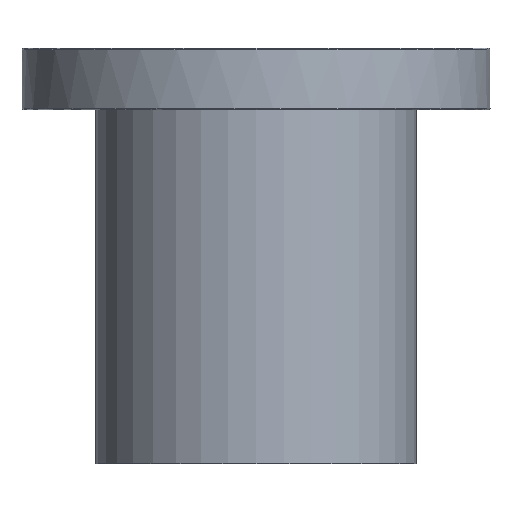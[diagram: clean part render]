
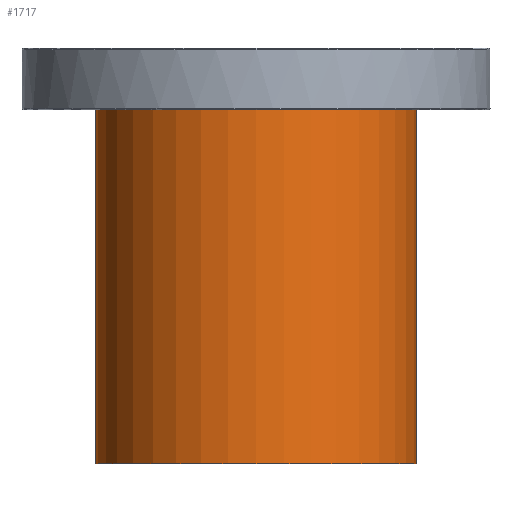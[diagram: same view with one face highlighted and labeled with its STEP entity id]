
A CAD part, front view. The second image highlights one B-rep face of the part: STEP entity #1717.
In plain terms, the highlighted cylindrical face has radius 52 mm (diameter 104 mm), a full revolution.
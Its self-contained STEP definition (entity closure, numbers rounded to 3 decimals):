
#1655=CARTESIAN_POINT('',(52.,0.,374.5));
#1656=VERTEX_POINT('',#1655);
#1657=CARTESIAN_POINT('',(0.,0.,374.5));
#1658=DIRECTION('',(0.0,0.0,1.0));
#1659=DIRECTION('',(-1.0,0.0,0.0));
#1660=AXIS2_PLACEMENT_3D('',#1657,#1658,#1659);
#1661=CIRCLE('',#1660,52.0);
#1662=EDGE_CURVE('',#1656,#1656,#1661,.T.);
#1698=CARTESIAN_POINT('',(0.,0.,0.));
#1699=DIRECTION('',(0.,0.,1.0));
#1700=DIRECTION('',(-1.0,0.0,0.0));
#1701=AXIS2_PLACEMENT_3D('',#1698,#1699,#1700);
#1702=CYLINDRICAL_SURFACE('',#1701,52.0);
#1703=ORIENTED_EDGE('',*,*,#1662,.T.);
#1704=EDGE_LOOP('',(#1703));
#1705=FACE_OUTER_BOUND('',#1704,.T.);
#1706=CARTESIAN_POINT('',(52.,0.,500.));
#1707=VERTEX_POINT('',#1706);
#1708=CARTESIAN_POINT('',(0.,0.,500.));
#1709=DIRECTION('',(0.0,0.0,-1.0));
#1710=DIRECTION('',(-1.0,0.0,0.0));
#1711=AXIS2_PLACEMENT_3D('',#1708,#1709,#1710);
#1712=CIRCLE('',#1711,52.0);
#1713=EDGE_CURVE('',#1707,#1707,#1712,.T.);
#1714=ORIENTED_EDGE('',*,*,#1713,.T.);
#1715=EDGE_LOOP('',(#1714));
#1716=FACE_BOUND('',#1715,.T.);
#1717=ADVANCED_FACE('',(#1705,#1716),#1702,.T.);
